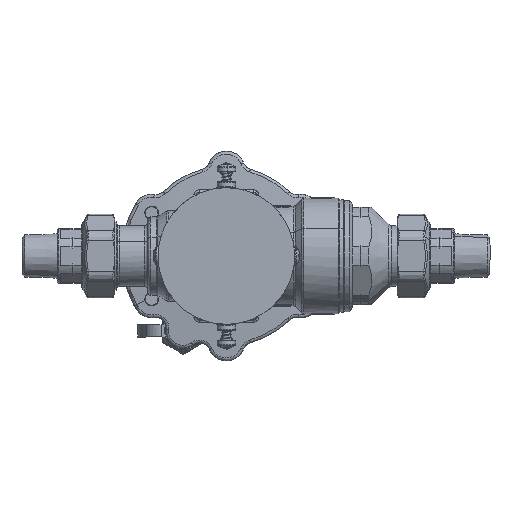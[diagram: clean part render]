
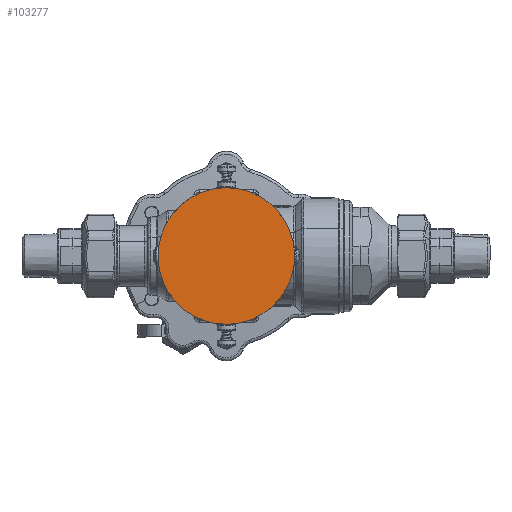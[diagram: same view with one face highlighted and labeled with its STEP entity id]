
A CAD part, front view. The second image highlights one B-rep face of the part: STEP entity #103277.
In plain terms, the highlighted planar face has unit normal (0, -1, 0).
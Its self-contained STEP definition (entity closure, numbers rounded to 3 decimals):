
#103224=CARTESIAN_POINT('Axis2P3D Location',(0.,-159.314,0.)) ;
#103228=CARTESIAN_POINT('Vertex',(-29.048,-159.314,15.869)) ;
#103230=CARTESIAN_POINT('Vertex',(29.048,-159.314,-15.869)) ;
#103263=CARTESIAN_POINT('Axis2P3D Location',(30.5,-159.314,0.)) ;
#103268=CARTESIAN_POINT('Axis2P3D Location',(0.,-159.314,0.)) ;
#103225=DIRECTION('Axis2P3D Direction',(0.,1.,0.)) ;
#103264=DIRECTION('Axis2P3D Direction',(0.,1.,0.)) ;
#103265=DIRECTION('Axis2P3D XDirection',(0.,0.,-1.)) ;
#103269=DIRECTION('Axis2P3D Direction',(0.,1.,0.)) ;
#103226=AXIS2_PLACEMENT_3D('Circle Axis2P3D',#103224,#103225,$) ;
#103266=AXIS2_PLACEMENT_3D('Plane Axis2P3D',#103263,#103264,#103265) ;
#103270=AXIS2_PLACEMENT_3D('Circle Axis2P3D',#103268,#103269,$) ;
#103227=CIRCLE('generated circle',#103226,33.1) ;
#103271=CIRCLE('generated circle',#103270,33.1) ;
#103267=PLANE('',#103266) ;
#103232=EDGE_CURVE('',#103229,#103231,#103227,.T.) ;
#103272=EDGE_CURVE('',#103231,#103229,#103271,.T.) ;
#103274=ORIENTED_EDGE('',*,*,#103272,.F.) ;
#103275=ORIENTED_EDGE('',*,*,#103232,.F.) ;
#103273=EDGE_LOOP('',(#103274,#103275)) ;
#103229=VERTEX_POINT('',#103228) ;
#103231=VERTEX_POINT('',#103230) ;
#103277=ADVANCED_FACE('PartBody',(#103276),#103267,.F.) ;
#103276=FACE_OUTER_BOUND('',#103273,.T.) ;
